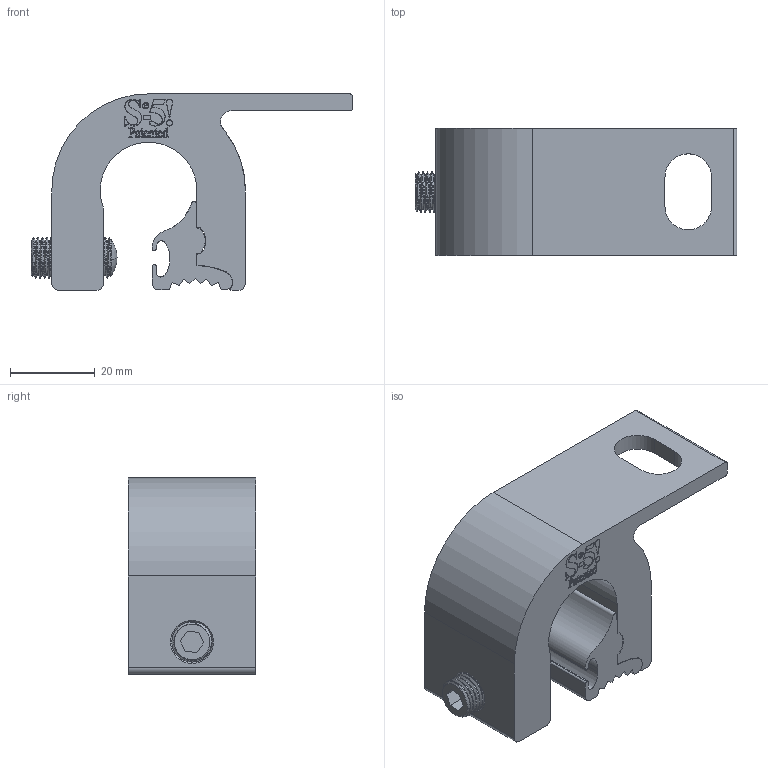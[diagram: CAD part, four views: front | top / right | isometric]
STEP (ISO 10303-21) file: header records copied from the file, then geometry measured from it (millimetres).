
FILE_DESCRIPTION (( 'STEP AP214' ), '1' );
FILE_NAME ('S-5-ZF.STEP', '2016-04-14T18:22:26', ( '' ), ( '' ), 'SwSTEP 2.0', 'SolidWorks 2016', '' );
FILE_SCHEMA (( 'AUTOMOTIVE_DESIGN' ));
Length unit declared in the file: inch
Products named in the file (5): S-5-ZF; Insert; .800 SETSCREW; Z MINI FLANGE; S-5-ZF Clamp w insert
Assembly tree (4 placements, depth 3):
  S-5-ZF
    S-5-ZF Clamp w insert
      Z MINI FLANGE
      Insert
    .800 SETSCREW
Bounding box: 76.01 x 30 x 46.35 mm (x, y, z)
Volume: 43166.6 mm3; surface area: 15710.3 mm2
Topology: 3 solids, 3 shells, 661 faces, 1845 edges, 1230 vertices
Faces by surface type: plane 310, bspline 195, cylinder 148, cone 6, sphere 2
Entity records: 32215 total; most frequent: CARTESIAN_POINT 16988, ORIENTED_EDGE 3690, DIRECTION 2226, EDGE_CURVE 1845, VERTEX_POINT 1230, LINE 1134, VECTOR 1134, EDGE_LOOP 705
